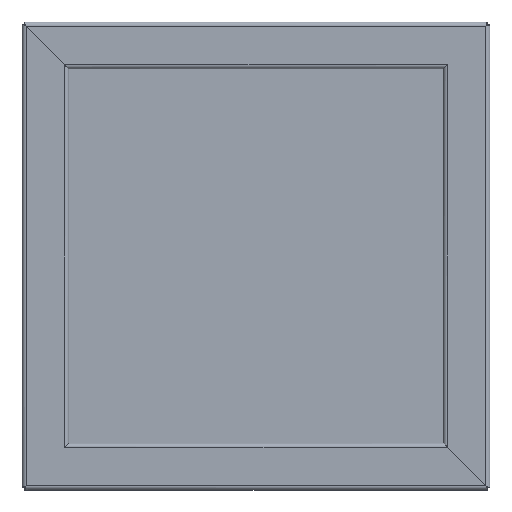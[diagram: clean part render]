
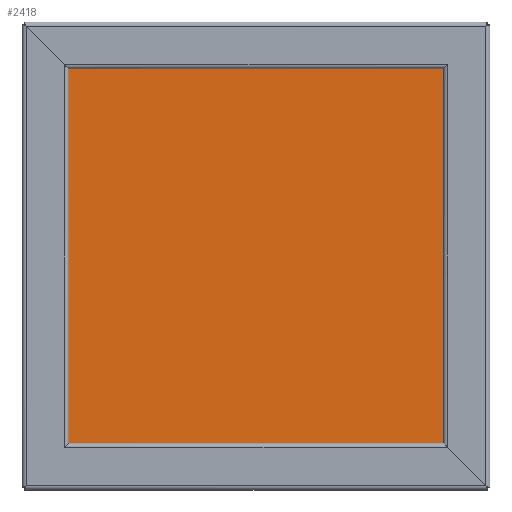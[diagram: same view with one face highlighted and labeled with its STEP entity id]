
A CAD part, front view. The second image highlights one B-rep face of the part: STEP entity #2418.
In plain terms, the highlighted planar face has unit normal (0, -1, 0).
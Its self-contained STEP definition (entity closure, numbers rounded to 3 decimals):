
#2418 = ADVANCED_FACE( '', ( #4812 ), #4813, .T. );
#4812 = FACE_OUTER_BOUND( '', #7666, .T. );
#4813 = PLANE( '', #7667 );
#7666 = EDGE_LOOP( '', ( #15100, #15101, #15102, #15103 ) );
#7667 = AXIS2_PLACEMENT_3D( '', #15104, #15105, #15106 );
#15100 = ORIENTED_EDGE( '', *, *, #19754, .T. );
#15101 = ORIENTED_EDGE( '', *, *, #18801, .T. );
#15102 = ORIENTED_EDGE( '', *, *, #20170, .T. );
#15103 = ORIENTED_EDGE( '', *, *, #19331, .T. );
#15104 = CARTESIAN_POINT( '', ( 0., 0., 0. ) );
#15105 = DIRECTION( '', ( 0., -1., 0. ) );
#15106 = DIRECTION( '', ( 0., 0., -1. ) );
#18801 = EDGE_CURVE( '', #21886, #21887, #21888, .T. );
#19331 = EDGE_CURVE( '', #22725, #22726, #22727, .T. );
#19754 = EDGE_CURVE( '', #22726, #21886, #23344, .T. );
#20170 = EDGE_CURVE( '', #21887, #22725, #23902, .T. );
#21886 = VERTEX_POINT( '', #28284 );
#21887 = VERTEX_POINT( '', #28285 );
#21888 = LINE( '', #28286, #28287 );
#22725 = VERTEX_POINT( '', #30894 );
#22726 = VERTEX_POINT( '', #30895 );
#22727 = LINE( '', #30896, #30897 );
#23344 = LINE( '', #32748, #32749 );
#23902 = LINE( '', #34413, #34414 );
#28284 = CARTESIAN_POINT( '', ( -138.113, 0., -138.113 ) );
#28285 = CARTESIAN_POINT( '', ( 138.113, 0., -138.113 ) );
#28286 = CARTESIAN_POINT( '', ( -138.113, 0., -138.113 ) );
#28287 = VECTOR( '', #36380, 1000. );
#30894 = CARTESIAN_POINT( '', ( 138.113, 0., 138.113 ) );
#30895 = CARTESIAN_POINT( '', ( -138.113, 0., 138.113 ) );
#30896 = CARTESIAN_POINT( '', ( 138.113, 0., 138.113 ) );
#30897 = VECTOR( '', #36592, 1000. );
#32748 = CARTESIAN_POINT( '', ( -138.113, 0., 138.113 ) );
#32749 = VECTOR( '', #36767, 1000. );
#34413 = CARTESIAN_POINT( '', ( 138.113, 0., -138.113 ) );
#34414 = VECTOR( '', #36878, 1000. );
#36380 = DIRECTION( '', ( 1., 0., 0. ) );
#36592 = DIRECTION( '', ( -1., 0., 0. ) );
#36767 = DIRECTION( '', ( 0., 0., -1. ) );
#36878 = DIRECTION( '', ( 0., 0., 1. ) );
